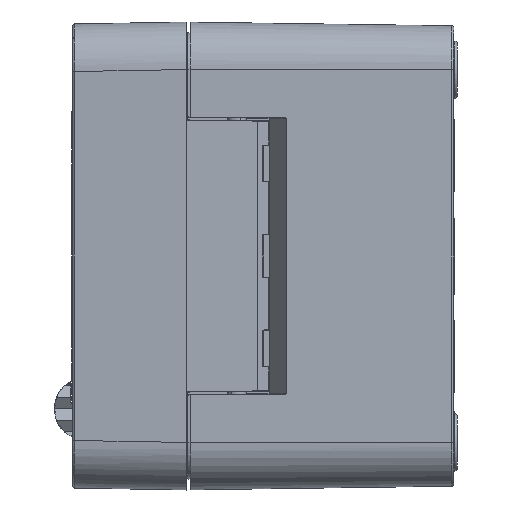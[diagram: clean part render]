
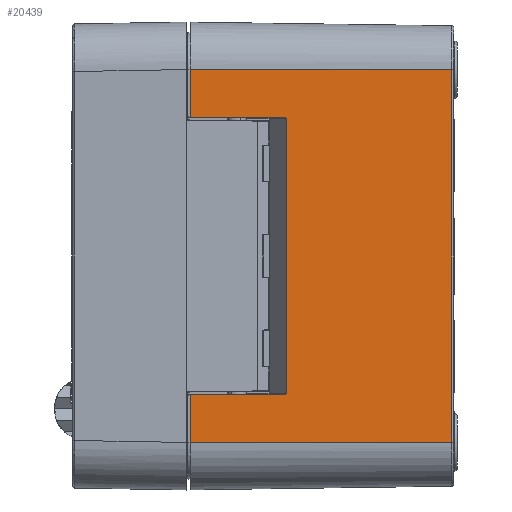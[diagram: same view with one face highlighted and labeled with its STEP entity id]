
A CAD part, left-side view. The second image highlights one B-rep face of the part: STEP entity #20439.
In plain terms, the highlighted planar face has unit normal (-1, -0.014, 0).
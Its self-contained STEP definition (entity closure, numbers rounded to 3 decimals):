
#3481 = VERTEX_POINT ( 'NONE', #77283 ) ;
#8194 = DIRECTION ( 'NONE',  ( 0., 0., -1. ) ) ;
#8196 = VECTOR ( 'NONE', #8194, 1000. ) ;
#8198 = CARTESIAN_POINT ( 'NONE',  ( -100.711, -2.8, 61.5 ) ) ;
#8200 = LINE ( 'NONE', #8198, #8196 ) ;
#9245 = CARTESIAN_POINT ( 'NONE',  ( -99.758, -71.507, -49.002 ) ) ;
#15329 = ORIENTED_EDGE ( 'NONE', *, *, #21330, .T. ) ;
#15688 = EDGE_CURVE ( 'NONE', #21755, #16453, #82111, .T. ) ;
#15794 = ORIENTED_EDGE ( 'NONE', *, *, #15688, .T. ) ;
#16453 = VERTEX_POINT ( 'NONE', #82235 ) ;
#16850 = EDGE_CURVE ( 'NONE', #21755, #24809, #82282, .T. ) ;
#17118 = VERTEX_POINT ( 'NONE', #82363 ) ;
#17534 = EDGE_CURVE ( 'NONE', #3481, #147562, #82413, .T. ) ;
#17538 = ORIENTED_EDGE ( 'NONE', *, *, #29521, .T. ) ;
#17633 = ORIENTED_EDGE ( 'NONE', *, *, #17534, .T. ) ;
#18537 = EDGE_LOOP ( 'NONE', ( #17538, #17633, #136358, #136421, #136286, #24652, #24815, #15794, #15329, #27516, #26470, #26474 ) ) ;
#20439 = ADVANCED_FACE ( 'NONE', ( #82700 ), #82699, .T. ) ;
#21330 = EDGE_CURVE ( 'NONE', #16453, #17118, #82816, .T. ) ;
#21755 = VERTEX_POINT ( 'NONE', #82881 ) ;
#22340 = EDGE_CURVE ( 'NONE', #50330, #29353, #82942, .T. ) ;
#24635 = EDGE_CURVE ( 'NONE', #141723, #24809, #83211, .T. ) ;
#24652 = ORIENTED_EDGE ( 'NONE', *, *, #24635, .T. ) ;
#24809 = VERTEX_POINT ( 'NONE', #83251 ) ;
#24815 = ORIENTED_EDGE ( 'NONE', *, *, #16850, .F. ) ;
#25754 = EDGE_CURVE ( 'NONE', #141723, #136355, #83350, .T. ) ;
#26470 = ORIENTED_EDGE ( 'NONE', *, *, #42709, .T. ) ;
#26474 = ORIENTED_EDGE ( 'NONE', *, *, #22340, .T. ) ;
#27412 = VECTOR ( 'NONE', #27475, 1000. ) ;
#27414 = CARTESIAN_POINT ( 'NONE',  ( -99.758, -71.507, 61.5 ) ) ;
#27416 = LINE ( 'NONE', #27414, #27412 ) ;
#27475 = DIRECTION ( 'NONE',  ( 0., 0., 1. ) ) ;
#27516 = ORIENTED_EDGE ( 'NONE', *, *, #141716, .T. ) ;
#29353 = VERTEX_POINT ( 'NONE', #83927 ) ;
#29521 = EDGE_CURVE ( 'NONE', #29353, #3481, #8200, .T. ) ;
#32915 = CARTESIAN_POINT ( 'NONE',  ( -100.361, -28., 36.174 ) ) ;
#33283 =( BOUNDED_CURVE ( )  B_SPLINE_CURVE ( 3, ( #33365, #33363, #33362, #33361 ),
 .UNSPECIFIED., .F., .F. ) 
 B_SPLINE_CURVE_WITH_KNOTS ( ( 4, 4 ),
 ( 1.57, 3.133 ),
 .UNSPECIFIED. ) 
 CURVE ( )  GEOMETRIC_REPRESENTATION_ITEM ( )  RATIONAL_B_SPLINE_CURVE ( ( 1., 0.807, 0.807, 1. ) ) 
 REPRESENTATION_ITEM ( '' )  );
#33361 = CARTESIAN_POINT ( 'NONE',  ( -100.361, -28., 36.174 ) ) ;
#33362 = CARTESIAN_POINT ( 'NONE',  ( -100.361, -28., 36.232 ) ) ;
#33363 = CARTESIAN_POINT ( 'NONE',  ( -100.362, -27.958, 36.273 ) ) ;
#33365 = CARTESIAN_POINT ( 'NONE',  ( -100.363, -27.898, 36.274 ) ) ;
#35081 = VERTEX_POINT ( 'NONE', #9245 ) ;
#41178 = CARTESIAN_POINT ( 'NONE',  ( -99.758, -71.507, -49.002 ) ) ;
#41181 = CARTESIAN_POINT ( 'NONE',  ( -100.076, -48.605, -49.003 ) ) ;
#41184 = CARTESIAN_POINT ( 'NONE',  ( -100.393, -25.702, -49.003 ) ) ;
#41187 = CARTESIAN_POINT ( 'NONE',  ( -100.711, -2.8, -49.004 ) ) ;
#41197 = CARTESIAN_POINT ( 'NONE',  ( -100.361, -28., -36.174 ) ) ;
#41200 = B_SPLINE_CURVE_WITH_KNOTS ( 'NONE', 3,
 ( #41187, #41184, #41181, #41178 ),
 .UNSPECIFIED., .F., .F.,
 ( 4, 4 ),
 ( 0.408, 0.599 ),
 .UNSPECIFIED. ) ;
#42709 = EDGE_CURVE ( 'NONE', #35081, #50330, #27416, .T. ) ;
#50312 = DIRECTION ( 'NONE',  ( 0.014, -1., -0.009 ) ) ;
#50315 = VECTOR ( 'NONE', #50312, 1000. ) ;
#50318 = CARTESIAN_POINT ( 'NONE',  ( -100.753, 0.218, 36.519 ) ) ;
#50319 = LINE ( 'NONE', #50318, #50315 ) ;
#50330 = VERTEX_POINT ( 'NONE', #63359 ) ;
#50384 = CARTESIAN_POINT ( 'NONE',  ( -100.71, -2.899, 36.492 ) ) ;
#50404 = CARTESIAN_POINT ( 'NONE',  ( -100.363, -27.898, 36.274 ) ) ;
#63359 = CARTESIAN_POINT ( 'NONE',  ( -99.758, -71.507, 49.002 ) ) ;
#77283 = CARTESIAN_POINT ( 'NONE',  ( -100.711, -2.8, 36.592 ) ) ;
#82105 = CARTESIAN_POINT ( 'NONE',  ( -100.711, -2.8, -36.592 ) ) ;
#82106 = CARTESIAN_POINT ( 'NONE',  ( -100.711, -2.8, -36.534 ) ) ;
#82108 = CARTESIAN_POINT ( 'NONE',  ( -100.711, -2.841, -36.493 ) ) ;
#82109 = CARTESIAN_POINT ( 'NONE',  ( -100.71, -2.899, -36.492 ) ) ;
#82111 =( BOUNDED_CURVE ( )  B_SPLINE_CURVE ( 3, ( #82109, #82108, #82106, #82105 ),
 .UNSPECIFIED., .F., .T. ) 
 B_SPLINE_CURVE_WITH_KNOTS ( ( 4, 4 ),
 ( 4.721, 6.283 ),
 .UNSPECIFIED. ) 
 CURVE ( )  GEOMETRIC_REPRESENTATION_ITEM ( )  RATIONAL_B_SPLINE_CURVE ( ( 1., 0.807, 0.807, 1. ) ) 
 REPRESENTATION_ITEM ( '' )  );
#82235 = CARTESIAN_POINT ( 'NONE',  ( -100.711, -2.8, -36.592 ) ) ;
#82279 = DIRECTION ( 'NONE',  ( 0.014, -1., 0.009 ) ) ;
#82280 = VECTOR ( 'NONE', #82279, 1000. ) ;
#82281 = CARTESIAN_POINT ( 'NONE',  ( -100.738, -0.855, -36.51 ) ) ;
#82282 = LINE ( 'NONE', #82281, #82280 ) ;
#82363 = CARTESIAN_POINT ( 'NONE',  ( -100.711, -2.8, -49.004 ) ) ;
#82409 = CARTESIAN_POINT ( 'NONE',  ( -100.71, -2.899, 36.492 ) ) ;
#82410 = CARTESIAN_POINT ( 'NONE',  ( -100.711, -2.841, 36.493 ) ) ;
#82411 = CARTESIAN_POINT ( 'NONE',  ( -100.711, -2.8, 36.534 ) ) ;
#82412 = CARTESIAN_POINT ( 'NONE',  ( -100.711, -2.8, 36.592 ) ) ;
#82413 =( BOUNDED_CURVE ( )  B_SPLINE_CURVE ( 3, ( #82412, #82411, #82410, #82409 ),
 .UNSPECIFIED., .F., .T. ) 
 B_SPLINE_CURVE_WITH_KNOTS ( ( 4, 4 ),
 ( 0., 1.562 ),
 .UNSPECIFIED. ) 
 CURVE ( )  GEOMETRIC_REPRESENTATION_ITEM ( )  RATIONAL_B_SPLINE_CURVE ( ( 1., 0.807, 0.807, 1. ) ) 
 REPRESENTATION_ITEM ( '' )  );
#82694 = DIRECTION ( 'NONE',  ( 0.014, -1., 0. ) ) ;
#82695 = DIRECTION ( 'NONE',  ( -1., -0.014, 0. ) ) ;
#82696 = AXIS2_PLACEMENT_3D ( 'NONE', #82698, #82695, #82694 ) ;
#82698 = CARTESIAN_POINT ( 'NONE',  ( -100.75, 0., 61.5 ) ) ;
#82699 = PLANE ( 'NONE',  #82696 ) ;
#82700 = FACE_OUTER_BOUND ( 'NONE', #18537, .T. ) ;
#82804 = DIRECTION ( 'NONE',  ( 0., 0., -1. ) ) ;
#82805 = VECTOR ( 'NONE', #82804, 1000. ) ;
#82815 = CARTESIAN_POINT ( 'NONE',  ( -100.711, -2.8, 61.5 ) ) ;
#82816 = LINE ( 'NONE', #82815, #82805 ) ;
#82881 = CARTESIAN_POINT ( 'NONE',  ( -100.71, -2.899, -36.492 ) ) ;
#82937 = CARTESIAN_POINT ( 'NONE',  ( -100.711, -2.8, 49.004 ) ) ;
#82938 = CARTESIAN_POINT ( 'NONE',  ( -100.393, -25.702, 49.003 ) ) ;
#82939 = CARTESIAN_POINT ( 'NONE',  ( -100.076, -48.605, 49.003 ) ) ;
#82940 = CARTESIAN_POINT ( 'NONE',  ( -99.758, -71.507, 49.002 ) ) ;
#82942 = B_SPLINE_CURVE_WITH_KNOTS ( 'NONE', 3,
 ( #82940, #82939, #82938, #82937 ),
 .UNSPECIFIED., .F., .F.,
 ( 4, 4 ),
 ( 0.401, 0.592 ),
 .UNSPECIFIED. ) ;
#83211 =( BOUNDED_CURVE ( )  B_SPLINE_CURVE ( 3, ( #83258, #83257, #83256, #83255 ),
 .UNSPECIFIED., .F., .F. ) 
 B_SPLINE_CURVE_WITH_KNOTS ( ( 4, 4 ),
 ( 3.151, 4.713 ),
 .UNSPECIFIED. ) 
 CURVE ( )  GEOMETRIC_REPRESENTATION_ITEM ( )  RATIONAL_B_SPLINE_CURVE ( ( 1., 0.807, 0.807, 1. ) ) 
 REPRESENTATION_ITEM ( '' )  );
#83251 = CARTESIAN_POINT ( 'NONE',  ( -100.363, -27.898, -36.274 ) ) ;
#83255 = CARTESIAN_POINT ( 'NONE',  ( -100.363, -27.898, -36.274 ) ) ;
#83256 = CARTESIAN_POINT ( 'NONE',  ( -100.362, -27.958, -36.273 ) ) ;
#83257 = CARTESIAN_POINT ( 'NONE',  ( -100.361, -28., -36.232 ) ) ;
#83258 = CARTESIAN_POINT ( 'NONE',  ( -100.361, -28., -36.174 ) ) ;
#83347 = DIRECTION ( 'NONE',  ( 0., 0., 1. ) ) ;
#83348 = VECTOR ( 'NONE', #83347, 1000. ) ;
#83349 = CARTESIAN_POINT ( 'NONE',  ( -100.361, -28., -36.5 ) ) ;
#83350 = LINE ( 'NONE', #83349, #83348 ) ;
#83927 = CARTESIAN_POINT ( 'NONE',  ( -100.711, -2.8, 49.004 ) ) ;
#136286 = ORIENTED_EDGE ( 'NONE', *, *, #25754, .F. ) ;
#136355 = VERTEX_POINT ( 'NONE', #32915 ) ;
#136358 = ORIENTED_EDGE ( 'NONE', *, *, #147603, .T. ) ;
#136421 = ORIENTED_EDGE ( 'NONE', *, *, #136423, .T. ) ;
#136423 = EDGE_CURVE ( 'NONE', #147557, #136355, #33283, .T. ) ;
#141716 = EDGE_CURVE ( 'NONE', #17118, #35081, #41200, .T. ) ;
#141723 = VERTEX_POINT ( 'NONE', #41197 ) ;
#147557 = VERTEX_POINT ( 'NONE', #50404 ) ;
#147562 = VERTEX_POINT ( 'NONE', #50384 ) ;
#147603 = EDGE_CURVE ( 'NONE', #147562, #147557, #50319, .T. ) ;
